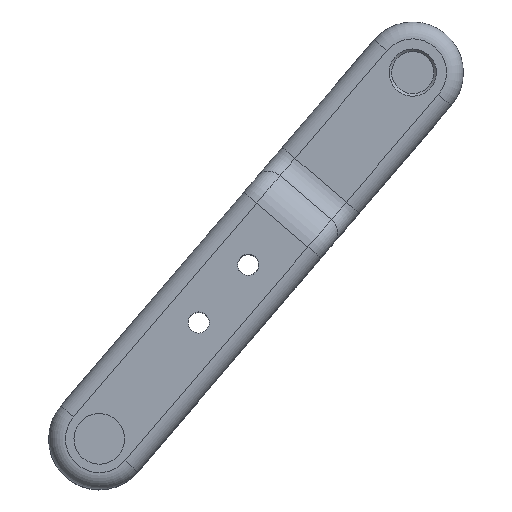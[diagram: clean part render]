
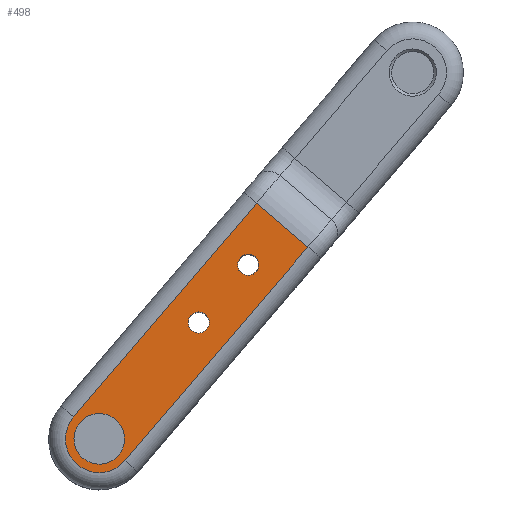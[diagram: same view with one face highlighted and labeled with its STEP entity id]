
A CAD part, top view. The second image highlights one B-rep face of the part: STEP entity #498.
In plain terms, the highlighted planar face has unit normal (0, 0, 1).
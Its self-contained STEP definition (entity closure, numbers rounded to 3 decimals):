
#5 = AXIS2_PLACEMENT_3D ( 'NONE', #2309, #2321, #337 ) ;
#39 = EDGE_CURVE ( 'NONE', #1851, #1017, #2322, .T. ) ;
#139 = DIRECTION ( 'NONE',  ( -0.744, -0.669, 0. ) ) ;
#153 = VERTEX_POINT ( 'NONE', #1514 ) ;
#175 = EDGE_CURVE ( 'NONE', #153, #953, #1490, .T. ) ;
#193 = CIRCLE ( 'NONE', #796, 1.25 ) ;
#243 = DIRECTION ( 'NONE',  ( 0., -1., 0. ) ) ;
#282 = EDGE_CURVE ( 'NONE', #308, #1144, #193, .T. ) ;
#308 = VERTEX_POINT ( 'NONE', #640 ) ;
#316 = CARTESIAN_POINT ( 'NONE',  ( -9.725, 64.094, 17.5 ) ) ;
#320 = DIRECTION ( 'NONE',  ( -0.744, -0.669, 0. ) ) ;
#334 = ORIENTED_EDGE ( 'NONE', *, *, #282, .T. ) ;
#337 = DIRECTION ( 'NONE',  ( 0.744, 0.669, 0. ) ) ;
#382 = LINE ( 'NONE', #2350, #973 ) ;
#498 = ADVANCED_FACE ( 'NONE', ( #625, #1374, #1182, #800 ), #1032, .F. ) ;
#508 = DIRECTION ( 'NONE',  ( -0.669, 0.744, 0. ) ) ;
#533 = CIRCLE ( 'NONE', #1968, 1.25 ) ;
#579 = DIRECTION ( 'NONE',  ( 0., 0., -1. ) ) ;
#607 = CARTESIAN_POINT ( 'NONE',  ( -35.008, 86.234, 17.5 ) ) ;
#625 = FACE_BOUND ( 'NONE', #2232, .T. ) ;
#627 = ORIENTED_EDGE ( 'NONE', *, *, #1453, .T. ) ;
#640 = CARTESIAN_POINT ( 'NONE',  ( -23.905, 75.753, 17.5 ) ) ;
#667 = CARTESIAN_POINT ( 'NONE',  ( -24.834, 74.917, 17.5 ) ) ;
#699 = EDGE_LOOP ( 'NONE', ( #1953, #627 ) ) ;
#723 = ORIENTED_EDGE ( 'NONE', *, *, #1231, .T. ) ;
#796 = AXIS2_PLACEMENT_3D ( 'NONE', #2019, #2419, #832 ) ;
#800 = FACE_OUTER_BOUND ( 'NONE', #2025, .T. ) ;
#832 = DIRECTION ( 'NONE',  ( -0.744, -0.669, 0. ) ) ;
#888 = CARTESIAN_POINT ( 'NONE',  ( -31.781, 80.775, 17.5 ) ) ;
#912 = ORIENTED_EDGE ( 'NONE', *, *, #1993, .F. ) ;
#925 = ORIENTED_EDGE ( 'NONE', *, *, #2404, .F. ) ;
#953 = VERTEX_POINT ( 'NONE', #1691 ) ;
#965 = DIRECTION ( 'NONE',  ( 0.744, 0.669, 0. ) ) ;
#973 = VECTOR ( 'NONE', #2489, 1000. ) ;
#978 = CARTESIAN_POINT ( 'NONE',  ( -12.7, 61.42, 17.5 ) ) ;
#1017 = VERTEX_POINT ( 'NONE', #1682 ) ;
#1032 = PLANE ( 'NONE',  #2117 ) ;
#1098 = AXIS2_PLACEMENT_3D ( 'NONE', #1286, #2081, #320 ) ;
#1111 = CARTESIAN_POINT ( 'NONE',  ( -32.034, 88.909, 17.5 ) ) ;
#1125 = DIRECTION ( 'NONE',  ( 0., 0., 1. ) ) ;
#1144 = VERTEX_POINT ( 'NONE', #2356 ) ;
#1182 = FACE_BOUND ( 'NONE', #1970, .T. ) ;
#1231 = EDGE_CURVE ( 'NONE', #1144, #308, #533, .T. ) ;
#1256 = CIRCLE ( 'NONE', #1098, 1.25 ) ;
#1286 = CARTESIAN_POINT ( 'NONE',  ( -30.851, 81.61, 17.5 ) ) ;
#1287 = ORIENTED_EDGE ( 'NONE', *, *, #175, .T. ) ;
#1356 = DIRECTION ( 'NONE',  ( -0.744, -0.669, 0. ) ) ;
#1374 = FACE_BOUND ( 'NONE', #699, .T. ) ;
#1375 = CARTESIAN_POINT ( 'NONE',  ( -10.469, 63.426, 17.5 ) ) ;
#1415 = VERTEX_POINT ( 'NONE', #1111 ) ;
#1427 = DIRECTION ( 'NONE',  ( -0.744, -0.669, 0. ) ) ;
#1445 = DIRECTION ( 'NONE',  ( 0., 0., -1. ) ) ;
#1450 = AXIS2_PLACEMENT_3D ( 'NONE', #1558, #579, #1356 ) ;
#1453 = EDGE_CURVE ( 'NONE', #1017, #1851, #1256, .T. ) ;
#1490 = CIRCLE ( 'NONE', #1865, 4. ) ;
#1514 = CARTESIAN_POINT ( 'NONE',  ( -15.675, 58.746, 17.5 ) ) ;
#1522 = DIRECTION ( 'NONE',  ( 0., 0., 1. ) ) ;
#1558 = CARTESIAN_POINT ( 'NONE',  ( -30.851, 81.61, 17.5 ) ) ;
#1682 = CARTESIAN_POINT ( 'NONE',  ( -29.922, 82.446, 17.5 ) ) ;
#1691 = CARTESIAN_POINT ( 'NONE',  ( -9.725, 64.094, 17.5 ) ) ;
#1708 = VERTEX_POINT ( 'NONE', #1985 ) ;
#1750 = CARTESIAN_POINT ( 'NONE',  ( -37.983, 83.56, 17.5 ) ) ;
#1776 = VERTEX_POINT ( 'NONE', #1375 ) ;
#1795 = CIRCLE ( 'NONE', #2130, 3. ) ;
#1799 = EDGE_CURVE ( 'NONE', #953, #1415, #1883, .T. ) ;
#1820 = DIRECTION ( 'NONE',  ( 0., 0., -1. ) ) ;
#1851 = VERTEX_POINT ( 'NONE', #888 ) ;
#1865 = AXIS2_PLACEMENT_3D ( 'NONE', #2472, #1125, #139 ) ;
#1881 = CIRCLE ( 'NONE', #5, 3. ) ;
#1883 = LINE ( 'NONE', #316, #2049 ) ;
#1953 = ORIENTED_EDGE ( 'NONE', *, *, #39, .T. ) ;
#1968 = AXIS2_PLACEMENT_3D ( 'NONE', #667, #1445, #2397 ) ;
#1970 = EDGE_LOOP ( 'NONE', ( #912, #925 ) ) ;
#1985 = CARTESIAN_POINT ( 'NONE',  ( -14.931, 59.414, 17.5 ) ) ;
#1993 = EDGE_CURVE ( 'NONE', #1776, #1708, #1795, .T. ) ;
#1999 = ORIENTED_EDGE ( 'NONE', *, *, #2009, .T. ) ;
#2009 = EDGE_CURVE ( 'NONE', #2018, #153, #382, .T. ) ;
#2018 = VERTEX_POINT ( 'NONE', #1750 ) ;
#2019 = CARTESIAN_POINT ( 'NONE',  ( -24.834, 74.917, 17.5 ) ) ;
#2025 = EDGE_LOOP ( 'NONE', ( #2116, #1999, #1287, #2276 ) ) ;
#2049 = VECTOR ( 'NONE', #508, 1000. ) ;
#2081 = DIRECTION ( 'NONE',  ( 0., 0., -1. ) ) ;
#2101 = EDGE_CURVE ( 'NONE', #1415, #2018, #2213, .T. ) ;
#2116 = ORIENTED_EDGE ( 'NONE', *, *, #2101, .T. ) ;
#2117 = AXIS2_PLACEMENT_3D ( 'NONE', #2187, #1820, #243 ) ;
#2130 = AXIS2_PLACEMENT_3D ( 'NONE', #978, #1522, #965 ) ;
#2187 = CARTESIAN_POINT ( 'NONE',  ( -12.7, 61.42, 17.5 ) ) ;
#2213 = LINE ( 'NONE', #607, #2295 ) ;
#2232 = EDGE_LOOP ( 'NONE', ( #723, #334 ) ) ;
#2276 = ORIENTED_EDGE ( 'NONE', *, *, #1799, .T. ) ;
#2295 = VECTOR ( 'NONE', #1427, 1000. ) ;
#2309 = CARTESIAN_POINT ( 'NONE',  ( -12.7, 61.42, 17.5 ) ) ;
#2321 = DIRECTION ( 'NONE',  ( 0., 0., 1. ) ) ;
#2322 = CIRCLE ( 'NONE', #1450, 1.25 ) ;
#2350 = CARTESIAN_POINT ( 'NONE',  ( -15.675, 58.746, 17.5 ) ) ;
#2356 = CARTESIAN_POINT ( 'NONE',  ( -25.764, 74.082, 17.5 ) ) ;
#2397 = DIRECTION ( 'NONE',  ( -0.744, -0.669, 0. ) ) ;
#2404 = EDGE_CURVE ( 'NONE', #1708, #1776, #1881, .T. ) ;
#2419 = DIRECTION ( 'NONE',  ( 0., 0., -1. ) ) ;
#2472 = CARTESIAN_POINT ( 'NONE',  ( -12.7, 61.42, 17.5 ) ) ;
#2489 = DIRECTION ( 'NONE',  ( 0.669, -0.744, 0. ) ) ;
